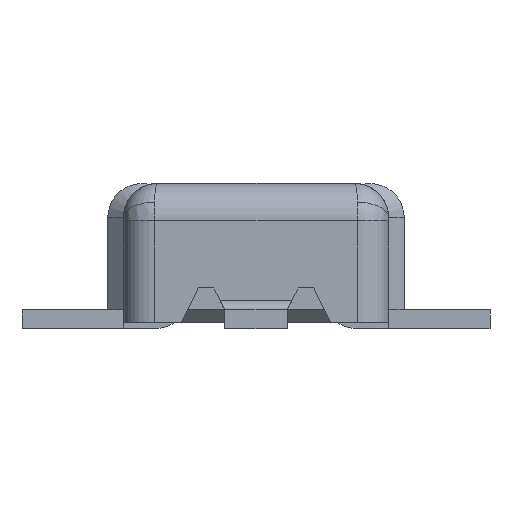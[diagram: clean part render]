
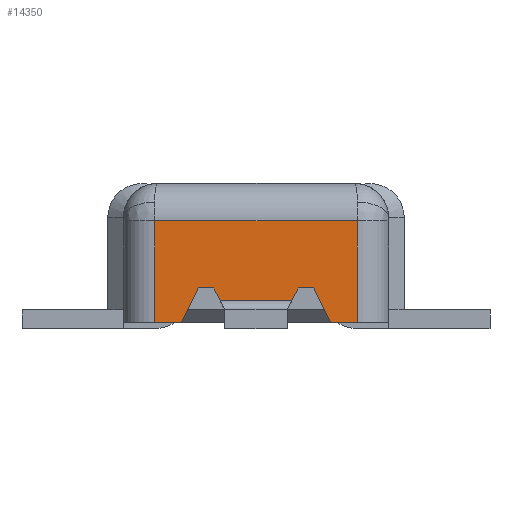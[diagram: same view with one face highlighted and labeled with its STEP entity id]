
A CAD part, left-side view. The second image highlights one B-rep face of the part: STEP entity #14350.
In plain terms, the highlighted face is planar.
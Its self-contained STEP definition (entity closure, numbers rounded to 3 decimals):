
#60=CARTESIAN_POINT('',(-156.095,-0.625,
0.739));
#70=DIRECTION('',(-1.,0.,0.));
#80=VECTOR('',#70,1.);
#90=LINE('',#60,#80);
#100=CARTESIAN_POINT('',(-156.095,-0.625,
0.739));
#110=VERTEX_POINT('',#100);
#120=CARTESIAN_POINT('',(-156.325,-0.625,
0.739));
#130=VERTEX_POINT('',#120);
#140=EDGE_CURVE('',#110,#130,#90,.T.);
#1560=CARTESIAN_POINT('',(-156.637,0.,0.739));
#1570=DIRECTION('',(-0.447,0.894,-0.));
#1580=VECTOR('',#1570,1.);
#1590=LINE('',#1560,#1580);
#1600=CARTESIAN_POINT('',(-156.345,-0.585,
0.739));
#1610=VERTEX_POINT('',#1600);
#1620=EDGE_CURVE('',#130,#1610,#1590,.T.);
#2000=CARTESIAN_POINT('',(-156.395,-0.585,
0.739));
#2010=VERTEX_POINT('',#2000);
#2130=CARTESIAN_POINT('',(0.,-0.585,0.739));
#2140=DIRECTION('',(1.,0.,0.));
#2150=VECTOR('',#2140,1.);
#2160=LINE('',#2130,#2150);
#2170=EDGE_CURVE('',#2010,#1610,#2160,.T.);
#6330=CARTESIAN_POINT('',(-156.45,-0.695,
0.739));
#6340=VERTEX_POINT('',#6330);
#6370=CARTESIAN_POINT('',(0.,-0.695,0.739));
#6380=DIRECTION('',(1.,0.,0.));
#6390=VECTOR('',#6380,1.);
#6400=LINE('',#6370,#6390);
#6410=CARTESIAN_POINT('',(-156.535,-0.695,
0.739));
#6420=VERTEX_POINT('',#6410);
#6430=EDGE_CURVE('',#6420,#6340,#6400,.T.);
#6650=CARTESIAN_POINT('',(-155.885,-0.695,
0.739));
#6660=VERTEX_POINT('',#6650);
#6690=CARTESIAN_POINT('',(0.,-0.695,0.739));
#6700=DIRECTION('',(-1.,-0.,-0.));
#6710=VECTOR('',#6700,1.);
#6720=LINE('',#6690,#6710);
#6730=CARTESIAN_POINT('',(-155.97,-0.695,
0.739));
#6740=VERTEX_POINT('',#6730);
#6750=EDGE_CURVE('',#6660,#6740,#6720,.T.);
#11300=CARTESIAN_POINT('',(-155.885,-0.37,
0.739));
#11310=VERTEX_POINT('',#11300);
#11510=CARTESIAN_POINT('',(-155.885,-0.37,
0.739));
#11520=DIRECTION('',(0.,-1.,0.));
#11530=VECTOR('',#11520,1.);
#11540=LINE('',#11510,#11530);
#11550=EDGE_CURVE('',#11310,#6660,#11540,.T.);
#13740=CARTESIAN_POINT('',(-156.103,0.,0.739));
#13750=DIRECTION('',(0.447,0.894,0.));
#13760=VECTOR('',#13750,1.);
#13770=LINE('',#13740,#13760);
#13780=EDGE_CURVE('',#6340,#2010,#13770,.T.);
#13850=CARTESIAN_POINT('',(-155.869,-0.703,
0.739));
#13860=DIRECTION('',(0.,0.,-1.));
#13870=DIRECTION('',(-1.,0.,-0.));
#13880=AXIS2_PLACEMENT_3D('',#13850,#13860,#13870);
#13890=PLANE('',#13880);
#13900=ORIENTED_EDGE('',*,*,#2170,.F.);
#13910=ORIENTED_EDGE('',*,*,#1620,.T.);
#13920=ORIENTED_EDGE('',*,*,#140,.T.);
#13930=CARTESIAN_POINT('',(-155.783,0.,0.739));
#13940=DIRECTION('',(0.447,0.894,-0.));
#13950=VECTOR('',#13940,1.);
#13960=LINE('',#13930,#13950);
#13970=CARTESIAN_POINT('',(-156.075,-0.585,
0.739));
#13980=VERTEX_POINT('',#13970);
#13990=EDGE_CURVE('',#110,#13980,#13960,.T.);
#14000=ORIENTED_EDGE('',*,*,#13990,.F.);
#14010=CARTESIAN_POINT('',(0.,-0.585,0.739));
#14020=DIRECTION('',(-1.,-0.,0.));
#14030=VECTOR('',#14020,1.);
#14040=LINE('',#14010,#14030);
#14050=CARTESIAN_POINT('',(-156.025,-0.585,
0.739));
#14060=VERTEX_POINT('',#14050);
#14070=EDGE_CURVE('',#14060,#13980,#14040,.T.);
#14080=ORIENTED_EDGE('',*,*,#14070,.T.);
#14090=CARTESIAN_POINT('',(-156.318,0.,0.739));
#14100=DIRECTION('',(-0.447,0.894,0.));
#14110=VECTOR('',#14100,1.);
#14120=LINE('',#14090,#14110);
#14130=EDGE_CURVE('',#6740,#14060,#14120,.T.);
#14140=ORIENTED_EDGE('',*,*,#14130,.T.);
#14150=ORIENTED_EDGE('',*,*,#6750,.T.);
#14160=ORIENTED_EDGE('',*,*,#11550,.T.);
#14170=CARTESIAN_POINT('',(-156.535,-0.37,
0.739));
#14180=DIRECTION('',(1.,0.,0.));
#14190=VECTOR('',#14180,1.);
#14200=LINE('',#14170,#14190);
#14210=CARTESIAN_POINT('',(-156.535,-0.37,
0.739));
#14220=VERTEX_POINT('',#14210);
#14230=EDGE_CURVE('',#14220,#11310,#14200,.T.);
#14240=ORIENTED_EDGE('',*,*,#14230,.T.);
#14250=CARTESIAN_POINT('',(-156.535,-0.37,
0.739));
#14260=DIRECTION('',(0.,-1.,0.));
#14270=VECTOR('',#14260,1.);
#14280=LINE('',#14250,#14270);
#14290=EDGE_CURVE('',#14220,#6420,#14280,.T.);
#14300=ORIENTED_EDGE('',*,*,#14290,.F.);
#14310=ORIENTED_EDGE('',*,*,#6430,.F.);
#14320=ORIENTED_EDGE('',*,*,#13780,.F.);
#14330=EDGE_LOOP('',(#14320,#14310,#14300,#14240,#14160,#14150,#14140,
#14080,#14000,#13920,#13910,#13900));
#14340=FACE_OUTER_BOUND('',#14330,.T.);
#14350=ADVANCED_FACE('',(#14340),#13890,.T.);
